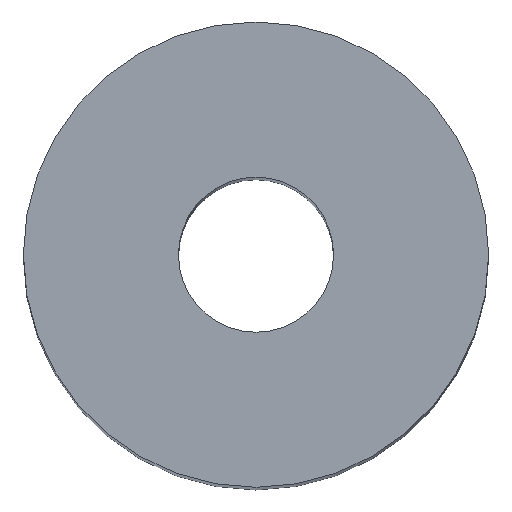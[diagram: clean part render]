
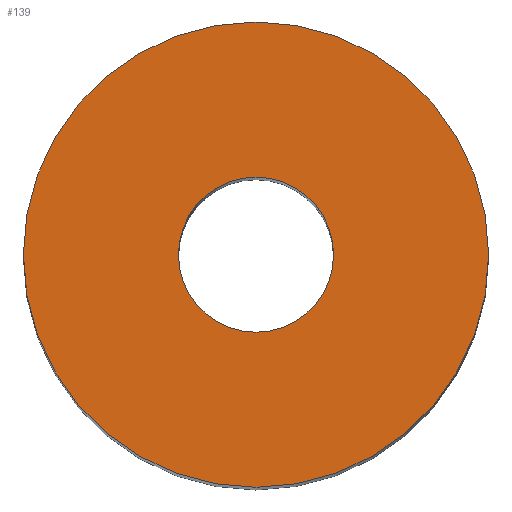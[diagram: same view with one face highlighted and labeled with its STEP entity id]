
A CAD part, top view. The second image highlights one B-rep face of the part: STEP entity #139.
In plain terms, the highlighted planar face has unit normal (0, 0, 1).
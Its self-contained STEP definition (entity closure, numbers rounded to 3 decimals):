
#5 = VERTEX_POINT ( 'NONE', #38 ) ;
#6 = ORIENTED_EDGE ( 'NONE', *, *, #167, .F. ) ;
#7 = CARTESIAN_POINT ( 'NONE',  ( 0., 0., 49.45 ) ) ;
#15 = CIRCLE ( 'NONE', #127, 2.5 ) ;
#21 = CARTESIAN_POINT ( 'NONE',  ( 0., 0., 49.45 ) ) ;
#27 = CARTESIAN_POINT ( 'NONE',  ( 0., 0., 49.45 ) ) ;
#36 = DIRECTION ( 'NONE',  ( 1., 0., 0. ) ) ;
#38 = CARTESIAN_POINT ( 'NONE',  ( 7.5, 0., 49.45 ) ) ;
#42 = EDGE_CURVE ( 'NONE', #113, #184, #15, .T. ) ;
#52 = CIRCLE ( 'NONE', #97, 7.5 ) ;
#67 = AXIS2_PLACEMENT_3D ( 'NONE', #27, #143, #208 ) ;
#72 = ORIENTED_EDGE ( 'NONE', *, *, #42, .F. ) ;
#76 = DIRECTION ( 'NONE',  ( 0., 0., 1. ) ) ;
#78 = PLANE ( 'NONE',  #214 ) ;
#79 = VERTEX_POINT ( 'NONE', #135 ) ;
#80 = AXIS2_PLACEMENT_3D ( 'NONE', #7, #186, #36 ) ;
#92 = DIRECTION ( 'NONE',  ( 0., 0., 1. ) ) ;
#97 = AXIS2_PLACEMENT_3D ( 'NONE', #21, #92, #155 ) ;
#100 = CARTESIAN_POINT ( 'NONE',  ( -2.5, 0., 49.45 ) ) ;
#104 = DIRECTION ( 'NONE',  ( 1., 0., 0. ) ) ;
#106 = EDGE_CURVE ( 'NONE', #5, #79, #207, .T. ) ;
#110 = ORIENTED_EDGE ( 'NONE', *, *, #125, .T. ) ;
#113 = VERTEX_POINT ( 'NONE', #170 ) ;
#122 = CARTESIAN_POINT ( 'NONE',  ( 0., 0., 49.45 ) ) ;
#125 = EDGE_CURVE ( 'NONE', #79, #5, #52, .T. ) ;
#127 = AXIS2_PLACEMENT_3D ( 'NONE', #122, #140, #104 ) ;
#133 = EDGE_LOOP ( 'NONE', ( #110, #198 ) ) ;
#135 = CARTESIAN_POINT ( 'NONE',  ( -7.5, 0., 49.45 ) ) ;
#139 = ADVANCED_FACE ( 'NONE', ( #158, #160 ), #78, .T. ) ;
#140 = DIRECTION ( 'NONE',  ( 0., 0., 1. ) ) ;
#142 = DIRECTION ( 'NONE',  ( 1., 0., 0. ) ) ;
#143 = DIRECTION ( 'NONE',  ( 0., 0., 1. ) ) ;
#154 = CIRCLE ( 'NONE', #67, 2.5 ) ;
#155 = DIRECTION ( 'NONE',  ( 1., 0., 0. ) ) ;
#158 = FACE_BOUND ( 'NONE', #177, .T. ) ;
#160 = FACE_OUTER_BOUND ( 'NONE', #133, .T. ) ;
#167 = EDGE_CURVE ( 'NONE', #184, #113, #154, .T. ) ;
#170 = CARTESIAN_POINT ( 'NONE',  ( 2.5, 0., 49.45 ) ) ;
#177 = EDGE_LOOP ( 'NONE', ( #72, #6 ) ) ;
#184 = VERTEX_POINT ( 'NONE', #100 ) ;
#186 = DIRECTION ( 'NONE',  ( 0., 0., 1. ) ) ;
#198 = ORIENTED_EDGE ( 'NONE', *, *, #106, .T. ) ;
#206 = CARTESIAN_POINT ( 'NONE',  ( 0., 0., 49.45 ) ) ;
#207 = CIRCLE ( 'NONE', #80, 7.5 ) ;
#208 = DIRECTION ( 'NONE',  ( 1., 0., 0. ) ) ;
#214 = AXIS2_PLACEMENT_3D ( 'NONE', #206, #76, #142 ) ;
